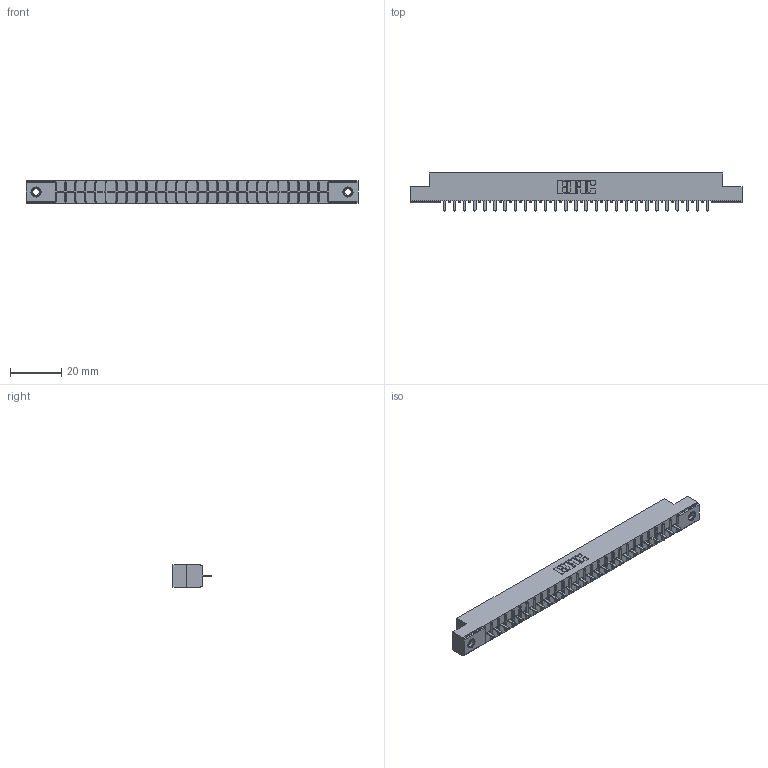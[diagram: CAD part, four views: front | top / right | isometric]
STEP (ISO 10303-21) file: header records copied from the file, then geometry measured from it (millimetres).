
FILE_DESCRIPTION (( 'STEP AP203' ), '1' );
FILE_NAME ('306-027-521-107.STEP', '2019-09-11T21:53:30', ( '' ), ( '' ), 'SwSTEP 2.0', 'SolidWorks 2016', '' );
FILE_SCHEMA (( 'CONFIG_CONTROL_DESIGN' ));
Length unit declared in the file: inch
Products named in the file (4): 306-027-521-107; 306 Part_.156 Dia; 306-290-001_121; 345-250-001_345-250-005-103
Assembly tree (30 placements, depth 2):
  306-027-521-107
    306 Part_.156 Dia
    306-290-001_121  x27
    345-250-001_345-250-005-103  x2
Bounding box: 130 x 14.88 x 8.71 mm (x, y, z)
Volume: 8860.6 mm3; surface area: 13118.9 mm2
Topology: 30 solids, 30 shells, 2066 faces, 5771 edges, 3694 vertices
Faces by surface type: plane 1369, cylinder 573, sphere 108, cone 12, torus 4
Entity records: 28263 total; most frequent: CARTESIAN_POINT 4723, ORIENTED_EDGE 4674, DIRECTION 4667, EDGE_CURVE 2337, VECTOR 1819, LINE 1819, VERTEX_POINT 1480, AXIS2_PLACEMENT_3D 1424
